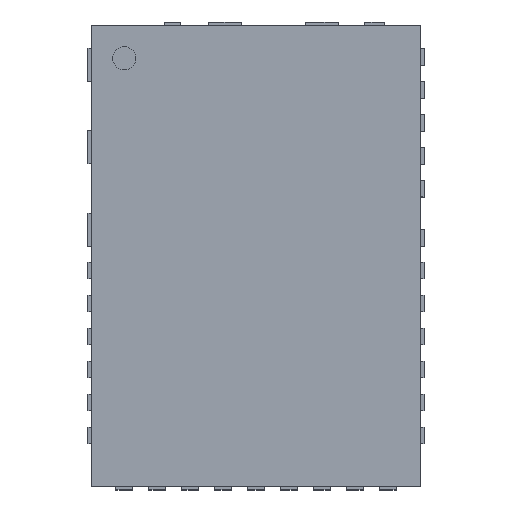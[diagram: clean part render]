
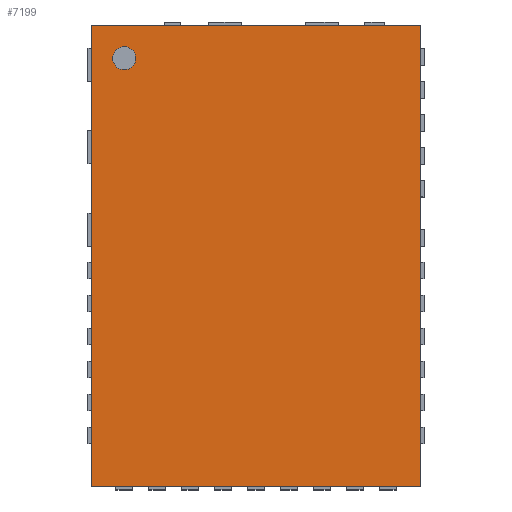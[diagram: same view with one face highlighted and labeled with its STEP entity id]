
A CAD part, top view. The second image highlights one B-rep face of the part: STEP entity #7199.
In plain terms, the highlighted planar face has unit normal (0, 0, 1).
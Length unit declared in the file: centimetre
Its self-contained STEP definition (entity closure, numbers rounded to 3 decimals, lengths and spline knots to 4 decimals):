
#34=CARTESIAN_POINT('',(-0.2175,0.3,0.075));
#35=VERTEX_POINT('',#34);
#59=CARTESIAN_POINT('',(-0.1825,0.3,0.075));
#60=VERTEX_POINT('',#59);
#61=CARTESIAN_POINT('',(-0.2,0.3,0.075));
#62=DIRECTION('',(0.,0.,-1.));
#63=DIRECTION('',(1.,0.,0.));
#64=AXIS2_PLACEMENT_3D('',#61,#62,#63);
#65=CIRCLE('',#64,0.0175);
#66=EDGE_CURVE('',#60,#35,#65,.T.);
#68=CARTESIAN_POINT('',(-0.2,0.3,0.075));
#69=DIRECTION('',(0.,0.,-1.));
#70=DIRECTION('',(1.,0.,0.));
#71=AXIS2_PLACEMENT_3D('',#68,#69,#70);
#72=CIRCLE('',#71,0.0175);
#73=EDGE_CURVE('',#35,#60,#72,.T.);
#6959=CARTESIAN_POINT('',(-0.25,0.35,0.075));
#6960=VERTEX_POINT('',#6959);
#6967=CARTESIAN_POINT('',(0.25,0.35,0.075));
#6968=VERTEX_POINT('',#6967);
#6969=CARTESIAN_POINT('',(-12344.75,0.35,0.075));
#6970=DIRECTION('',(1.,-0.,0.));
#6971=VECTOR('',#6970,24690.);
#6972=LINE('',#6969,#6971);
#6973=EDGE_CURVE('',#6960,#6968,#6972,.T.);
#7031=CARTESIAN_POINT('',(-0.25,-0.35,0.075));
#7032=VERTEX_POINT('',#7031);
#7039=CARTESIAN_POINT('',(-0.25,-12344.65,0.075));
#7040=DIRECTION('',(0.,1.,0.));
#7041=VECTOR('',#7040,24690.);
#7042=LINE('',#7039,#7041);
#7043=EDGE_CURVE('',#7032,#6960,#7042,.T.);
#7069=CARTESIAN_POINT('',(0.25,-0.35,0.075));
#7070=VERTEX_POINT('',#7069);
#7071=CARTESIAN_POINT('',(0.25,12344.65,0.075));
#7072=DIRECTION('',(0.,-1.,0.));
#7073=VECTOR('',#7072,24690.);
#7074=LINE('',#7071,#7073);
#7075=EDGE_CURVE('',#6968,#7070,#7074,.T.);
#7166=CARTESIAN_POINT('',(12344.75,-0.35,0.075));
#7167=DIRECTION('',(-1.,0.,0.));
#7168=VECTOR('',#7167,24690.);
#7169=LINE('',#7166,#7168);
#7170=EDGE_CURVE('',#7070,#7032,#7169,.T.);
#7184=CARTESIAN_POINT('',(-0.,-0.,0.075));
#7185=DIRECTION('',(0.,0.,1.));
#7186=DIRECTION('',(1.,0.,0.));
#7187=AXIS2_PLACEMENT_3D('',#7184,#7185,#7186);
#7188=PLANE('',#7187);
#7189=ORIENTED_EDGE('',*,*,#66,.T.);
#7190=ORIENTED_EDGE('',*,*,#73,.T.);
#7191=EDGE_LOOP('',(#7189,#7190));
#7192=FACE_BOUND('',#7191,.T.);
#7193=ORIENTED_EDGE('',*,*,#6973,.F.);
#7194=ORIENTED_EDGE('',*,*,#7043,.F.);
#7195=ORIENTED_EDGE('',*,*,#7170,.F.);
#7196=ORIENTED_EDGE('',*,*,#7075,.F.);
#7197=EDGE_LOOP('',(#7193,#7194,#7195,#7196));
#7198=FACE_BOUND('',#7197,.T.);
#7199=ADVANCED_FACE('',(#7192,#7198),#7188,.T.);
